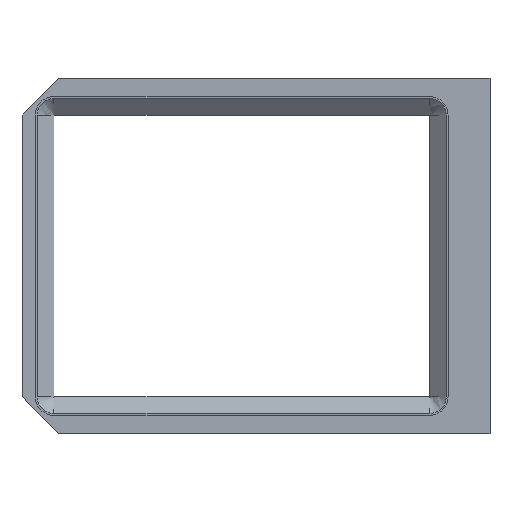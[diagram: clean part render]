
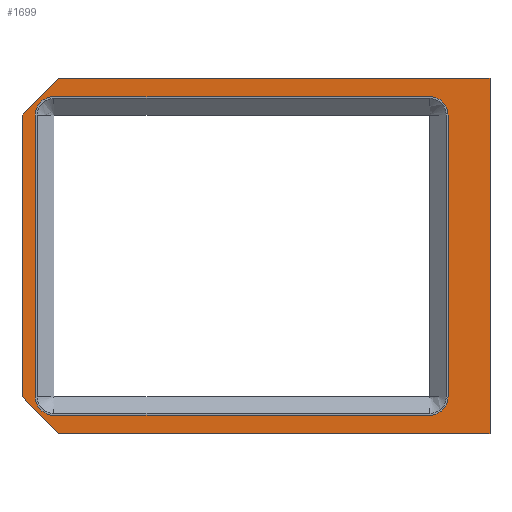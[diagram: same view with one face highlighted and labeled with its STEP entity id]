
A CAD part, top view. The second image highlights one B-rep face of the part: STEP entity #1699.
In plain terms, the highlighted planar face has unit normal (0, 0, 1).
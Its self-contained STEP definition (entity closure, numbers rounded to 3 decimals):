
#857 = VERTEX_POINT('',#858);
#858 = CARTESIAN_POINT('',(26.95,19.3,1.));
#864 = EDGE_CURVE('',#857,#865,#867,.T.);
#865 = VERTEX_POINT('',#866);
#866 = CARTESIAN_POINT('',(26.95,-19.3,1.));
#867 = LINE('',#868,#869);
#868 = CARTESIAN_POINT('',(26.95,19.3,1.));
#869 = VECTOR('',#870,1.);
#870 = DIRECTION('',(0.,-1.,0.));
#1359 = VERTEX_POINT('',#1360);
#1360 = CARTESIAN_POINT('',(-23.85,-15.3,1.));
#1368 = VERTEX_POINT('',#1369);
#1369 = CARTESIAN_POINT('',(-19.85,-19.3,1.));
#1375 = EDGE_CURVE('',#1359,#1368,#1376,.T.);
#1376 = LINE('',#1377,#1378);
#1377 = CARTESIAN_POINT('',(-21.504,-17.646,1.));
#1378 = VECTOR('',#1379,1.);
#1379 = DIRECTION('',(0.707,-0.707,0.));
#1485 = VERTEX_POINT('',#1486);
#1486 = CARTESIAN_POINT('',(-23.85,15.3,1.));
#1494 = VERTEX_POINT('',#1495);
#1495 = CARTESIAN_POINT('',(-19.85,19.3,1.));
#1501 = EDGE_CURVE('',#1485,#1494,#1502,.T.);
#1502 = LINE('',#1503,#1504);
#1503 = CARTESIAN_POINT('',(-21.504,17.646,1.));
#1504 = VECTOR('',#1505,1.);
#1505 = DIRECTION('',(0.707,0.707,0.));
#1677 = EDGE_CURVE('',#857,#1494,#1678,.T.);
#1678 = LINE('',#1679,#1680);
#1679 = CARTESIAN_POINT('',(26.95,19.3,1.));
#1680 = VECTOR('',#1681,1.);
#1681 = DIRECTION('',(-1.,0.,0.));
#1699 = ADVANCED_FACE('',(#1700,#1718),#1788,.T.);
#1700 = FACE_BOUND('',#1701,.T.);
#1701 = EDGE_LOOP('',(#1702,#1703,#1704,#1705,#1711,#1712));
#1702 = ORIENTED_EDGE('',*,*,#864,.F.);
#1703 = ORIENTED_EDGE('',*,*,#1677,.T.);
#1704 = ORIENTED_EDGE('',*,*,#1501,.F.);
#1705 = ORIENTED_EDGE('',*,*,#1706,.T.);
#1706 = EDGE_CURVE('',#1485,#1359,#1707,.T.);
#1707 = LINE('',#1708,#1709);
#1708 = CARTESIAN_POINT('',(-23.85,19.3,1.));
#1709 = VECTOR('',#1710,1.);
#1710 = DIRECTION('',(0.,-1.,0.));
#1711 = ORIENTED_EDGE('',*,*,#1375,.T.);
#1712 = ORIENTED_EDGE('',*,*,#1713,.F.);
#1713 = EDGE_CURVE('',#865,#1368,#1714,.T.);
#1714 = LINE('',#1715,#1716);
#1715 = CARTESIAN_POINT('',(26.95,-19.3,1.));
#1716 = VECTOR('',#1717,1.);
#1717 = DIRECTION('',(-1.,0.,0.));
#1718 = FACE_BOUND('',#1719,.T.);
#1719 = EDGE_LOOP('',(#1720,#1731,#1739,#1748,#1756,#1765,#1773,#1782));
#1720 = ORIENTED_EDGE('',*,*,#1721,.T.);
#1721 = EDGE_CURVE('',#1722,#1724,#1726,.T.);
#1722 = VERTEX_POINT('',#1723);
#1723 = CARTESIAN_POINT('',(-20.4,-17.3,1.));
#1724 = VERTEX_POINT('',#1725);
#1725 = CARTESIAN_POINT('',(-22.4,-15.3,1.));
#1726 = CIRCLE('',#1727,2.);
#1727 = AXIS2_PLACEMENT_3D('',#1728,#1729,#1730);
#1728 = CARTESIAN_POINT('',(-20.4,-15.3,1.));
#1729 = DIRECTION('',(0.,0.,-1.));
#1730 = DIRECTION('',(1.,0.,0.));
#1731 = ORIENTED_EDGE('',*,*,#1732,.T.);
#1732 = EDGE_CURVE('',#1724,#1733,#1735,.T.);
#1733 = VERTEX_POINT('',#1734);
#1734 = CARTESIAN_POINT('',(-22.4,15.3,1.));
#1735 = LINE('',#1736,#1737);
#1736 = CARTESIAN_POINT('',(-22.4,-7.65,1.));
#1737 = VECTOR('',#1738,1.);
#1738 = DIRECTION('',(0.,1.,0.));
#1739 = ORIENTED_EDGE('',*,*,#1740,.T.);
#1740 = EDGE_CURVE('',#1733,#1741,#1743,.T.);
#1741 = VERTEX_POINT('',#1742);
#1742 = CARTESIAN_POINT('',(-20.4,17.3,1.));
#1743 = CIRCLE('',#1744,2.);
#1744 = AXIS2_PLACEMENT_3D('',#1745,#1746,#1747);
#1745 = CARTESIAN_POINT('',(-20.4,15.3,1.));
#1746 = DIRECTION('',(0.,0.,-1.));
#1747 = DIRECTION('',(1.,0.,0.));
#1748 = ORIENTED_EDGE('',*,*,#1749,.T.);
#1749 = EDGE_CURVE('',#1741,#1750,#1752,.T.);
#1750 = VERTEX_POINT('',#1751);
#1751 = CARTESIAN_POINT('',(20.4,17.3,1.));
#1752 = LINE('',#1753,#1754);
#1753 = CARTESIAN_POINT('',(-9.782,17.3,1.));
#1754 = VECTOR('',#1755,1.);
#1755 = DIRECTION('',(1.,0.,0.));
#1756 = ORIENTED_EDGE('',*,*,#1757,.T.);
#1757 = EDGE_CURVE('',#1750,#1758,#1760,.T.);
#1758 = VERTEX_POINT('',#1759);
#1759 = CARTESIAN_POINT('',(22.4,15.3,1.));
#1760 = CIRCLE('',#1761,2.);
#1761 = AXIS2_PLACEMENT_3D('',#1762,#1763,#1764);
#1762 = CARTESIAN_POINT('',(20.4,15.3,1.));
#1763 = DIRECTION('',(0.,0.,-1.));
#1764 = DIRECTION('',(1.,0.,0.));
#1765 = ORIENTED_EDGE('',*,*,#1766,.T.);
#1766 = EDGE_CURVE('',#1758,#1767,#1769,.T.);
#1767 = VERTEX_POINT('',#1768);
#1768 = CARTESIAN_POINT('',(22.4,-15.3,1.));
#1769 = LINE('',#1770,#1771);
#1770 = CARTESIAN_POINT('',(22.4,7.65,1.));
#1771 = VECTOR('',#1772,1.);
#1772 = DIRECTION('',(0.,-1.,0.));
#1773 = ORIENTED_EDGE('',*,*,#1774,.T.);
#1774 = EDGE_CURVE('',#1767,#1775,#1777,.T.);
#1775 = VERTEX_POINT('',#1776);
#1776 = CARTESIAN_POINT('',(20.4,-17.3,1.));
#1777 = CIRCLE('',#1778,2.);
#1778 = AXIS2_PLACEMENT_3D('',#1779,#1780,#1781);
#1779 = CARTESIAN_POINT('',(20.4,-15.3,1.));
#1780 = DIRECTION('',(0.,0.,-1.));
#1781 = DIRECTION('',(1.,0.,0.));
#1782 = ORIENTED_EDGE('',*,*,#1783,.T.);
#1783 = EDGE_CURVE('',#1775,#1722,#1784,.T.);
#1784 = LINE('',#1785,#1786);
#1785 = CARTESIAN_POINT('',(10.618,-17.3,1.));
#1786 = VECTOR('',#1787,1.);
#1787 = DIRECTION('',(-1.,0.,0.));
#1788 = PLANE('',#1789);
#1789 = AXIS2_PLACEMENT_3D('',#1790,#1791,#1792);
#1790 = CARTESIAN_POINT('',(0.836,0.,1.));
#1791 = DIRECTION('',(0.,0.,1.));
#1792 = DIRECTION('',(1.,0.,0.));
